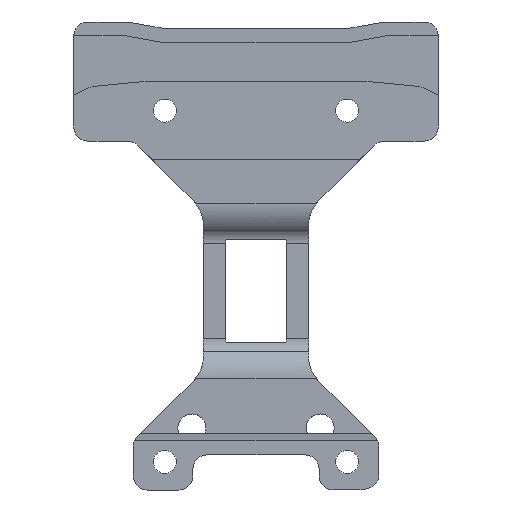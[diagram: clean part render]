
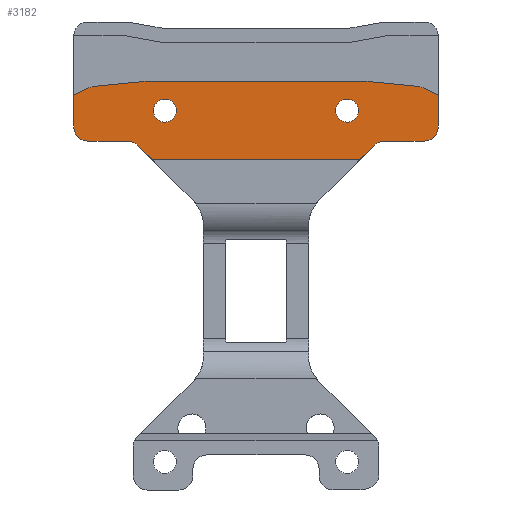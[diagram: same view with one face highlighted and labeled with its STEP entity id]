
A CAD part, front view. The second image highlights one B-rep face of the part: STEP entity #3182.
In plain terms, the highlighted planar face has unit normal (0, -1, 0).
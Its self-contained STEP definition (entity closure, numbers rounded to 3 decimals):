
#35=FACE_BOUND('',#580,.T.);
#36=FACE_BOUND('',#581,.T.);
#68=CIRCLE('',#3213,2.);
#70=CIRCLE('',#3217,5.);
#72=CIRCLE('',#3221,5.);
#74=CIRCLE('',#3225,2.);
#190=CIRCLE('',#3473,1.65);
#191=CIRCLE('',#3477,2.);
#192=CIRCLE('',#3480,2.);
#193=CIRCLE('',#3489,2.);
#194=CIRCLE('',#3490,2.);
#195=CIRCLE('',#3491,1.65);
#401=FACE_OUTER_BOUND('',#579,.T.);
#579=EDGE_LOOP('',(#2847,#2848,#2849,#2850,#2851,#2852,#2853,#2854,#2855,
#2856,#2857,#2858,#2859,#2860,#2861,#2862,#2863,#2864,#2865,#2866));
#580=EDGE_LOOP('',(#2867));
#581=EDGE_LOOP('',(#2868));
#607=LINE('',#4439,#916);
#612=LINE('',#4453,#921);
#616=LINE('',#4465,#925);
#620=LINE('',#4477,#929);
#624=LINE('',#4489,#933);
#868=LINE('',#6993,#1177);
#880=LINE('',#7022,#1189);
#883=LINE('',#7030,#1192);
#886=LINE('',#7038,#1195);
#888=LINE('',#7042,#1197);
#891=LINE('',#7052,#1200);
#892=LINE('',#7056,#1201);
#916=VECTOR('',#3531,10.);
#921=VECTOR('',#3544,10.);
#925=VECTOR('',#3556,10.);
#929=VECTOR('',#3568,10.);
#933=VECTOR('',#3580,10.);
#1177=VECTOR('',#4298,10.);
#1189=VECTOR('',#4332,10.);
#1192=VECTOR('',#4341,10.);
#1195=VECTOR('',#4350,10.);
#1197=VECTOR('',#4354,10.);
#1200=VECTOR('',#4369,10.);
#1201=VECTOR('',#4372,10.);
#1221=VERTEX_POINT('',#4437);
#1222=VERTEX_POINT('',#4438);
#1225=VERTEX_POINT('',#4446);
#1227=VERTEX_POINT('',#4452);
#1229=VERTEX_POINT('',#4458);
#1231=VERTEX_POINT('',#4464);
#1233=VERTEX_POINT('',#4470);
#1235=VERTEX_POINT('',#4476);
#1237=VERTEX_POINT('',#4482);
#1239=VERTEX_POINT('',#4488);
#1497=VERTEX_POINT('',#6992);
#1502=VERTEX_POINT('',#7014);
#1503=VERTEX_POINT('',#7020);
#1504=VERTEX_POINT('',#7024);
#1505=VERTEX_POINT('',#7028);
#1506=VERTEX_POINT('',#7032);
#1507=VERTEX_POINT('',#7036);
#1508=VERTEX_POINT('',#7040);
#1509=VERTEX_POINT('',#7051);
#1510=VERTEX_POINT('',#7053);
#1511=VERTEX_POINT('',#7055);
#1512=VERTEX_POINT('',#7058);
#1529=EDGE_CURVE('',#1221,#1222,#607,.T.);
#1533=EDGE_CURVE('',#1225,#1221,#68,.T.);
#1536=EDGE_CURVE('',#1227,#1225,#612,.T.);
#1539=EDGE_CURVE('',#1229,#1227,#70,.T.);
#1542=EDGE_CURVE('',#1231,#1229,#616,.T.);
#1545=EDGE_CURVE('',#1233,#1231,#72,.T.);
#1548=EDGE_CURVE('',#1235,#1233,#620,.T.);
#1551=EDGE_CURVE('',#1237,#1235,#74,.T.);
#1554=EDGE_CURVE('',#1239,#1237,#624,.T.);
#1943=EDGE_CURVE('',#1239,#1497,#868,.T.);
#1952=EDGE_CURVE('',#1502,#1502,#190,.T.);
#1956=EDGE_CURVE('',#1503,#1222,#880,.T.);
#1958=EDGE_CURVE('',#1504,#1503,#191,.T.);
#1960=EDGE_CURVE('',#1504,#1505,#883,.T.);
#1962=EDGE_CURVE('',#1506,#1505,#192,.T.);
#1964=EDGE_CURVE('',#1506,#1507,#886,.T.);
#1966=EDGE_CURVE('',#1508,#1507,#888,.T.);
#1969=EDGE_CURVE('',#1508,#1509,#891,.T.);
#1970=EDGE_CURVE('',#1510,#1509,#193,.T.);
#1971=EDGE_CURVE('',#1510,#1511,#892,.T.);
#1972=EDGE_CURVE('',#1497,#1511,#194,.T.);
#1973=EDGE_CURVE('',#1512,#1512,#195,.T.);
#2847=ORIENTED_EDGE('',*,*,#1529,.T.);
#2848=ORIENTED_EDGE('',*,*,#1956,.F.);
#2849=ORIENTED_EDGE('',*,*,#1958,.F.);
#2850=ORIENTED_EDGE('',*,*,#1960,.T.);
#2851=ORIENTED_EDGE('',*,*,#1962,.F.);
#2852=ORIENTED_EDGE('',*,*,#1964,.T.);
#2853=ORIENTED_EDGE('',*,*,#1966,.F.);
#2854=ORIENTED_EDGE('',*,*,#1969,.T.);
#2855=ORIENTED_EDGE('',*,*,#1970,.F.);
#2856=ORIENTED_EDGE('',*,*,#1971,.T.);
#2857=ORIENTED_EDGE('',*,*,#1972,.F.);
#2858=ORIENTED_EDGE('',*,*,#1943,.F.);
#2859=ORIENTED_EDGE('',*,*,#1554,.T.);
#2860=ORIENTED_EDGE('',*,*,#1551,.T.);
#2861=ORIENTED_EDGE('',*,*,#1548,.T.);
#2862=ORIENTED_EDGE('',*,*,#1545,.T.);
#2863=ORIENTED_EDGE('',*,*,#1542,.T.);
#2864=ORIENTED_EDGE('',*,*,#1539,.T.);
#2865=ORIENTED_EDGE('',*,*,#1536,.T.);
#2866=ORIENTED_EDGE('',*,*,#1533,.T.);
#2867=ORIENTED_EDGE('',*,*,#1973,.T.);
#2868=ORIENTED_EDGE('',*,*,#1952,.T.);
#3022=PLANE('',#3488);
#3182=ADVANCED_FACE('',(#401,#35,#36),#3022,.F.);
#3213=AXIS2_PLACEMENT_3D('',#4447,#3537,#3538);
#3217=AXIS2_PLACEMENT_3D('',#4459,#3549,#3550);
#3221=AXIS2_PLACEMENT_3D('',#4471,#3561,#3562);
#3225=AXIS2_PLACEMENT_3D('',#4483,#3573,#3574);
#3473=AXIS2_PLACEMENT_3D('',#7015,#4323,#4324);
#3477=AXIS2_PLACEMENT_3D('',#7026,#4336,#4337);
#3480=AXIS2_PLACEMENT_3D('',#7034,#4345,#4346);
#3488=AXIS2_PLACEMENT_3D('',#7050,#4367,#4368);
#3489=AXIS2_PLACEMENT_3D('',#7054,#4370,#4371);
#3490=AXIS2_PLACEMENT_3D('',#7057,#4373,#4374);
#3491=AXIS2_PLACEMENT_3D('',#7059,#4375,#4376);
#3531=DIRECTION('',(-0.895,0.,-0.447));
#3537=DIRECTION('center_axis',(0.,-1.,0.));
#3538=DIRECTION('ref_axis',(-0.097,0.,0.995));
#3544=DIRECTION('',(-0.995,0.,-0.097));
#3549=DIRECTION('center_axis',(0.,-1.,0.));
#3550=DIRECTION('ref_axis',(0.,0.,
1.));
#3556=DIRECTION('',(-1.,0.,0.));
#3561=DIRECTION('center_axis',(0.,-1.,0.));
#3562=DIRECTION('ref_axis',(0.097,0.,0.995));
#3568=DIRECTION('',(-0.995,0.,0.097));
#3573=DIRECTION('center_axis',(0.,-1.,0.));
#3574=DIRECTION('ref_axis',(0.447,0.,0.895));
#3580=DIRECTION('',(-0.895,0.,0.447));
#4298=DIRECTION('',(0.,0.,-1.));
#4323=DIRECTION('center_axis',(0.,1.,0.));
#4324=DIRECTION('ref_axis',(1.,0.,0.));
#4332=DIRECTION('',(0.,0.,1.));
#4336=DIRECTION('center_axis',(0.,1.,0.));
#4337=DIRECTION('ref_axis',(-0.707,0.,-0.707));
#4341=DIRECTION('',(1.,0.,0.));
#4345=DIRECTION('center_axis',(0.,-1.,0.));
#4346=DIRECTION('ref_axis',(0.383,0.,0.924));
#4350=DIRECTION('',(0.707,0.,-0.707));
#4354=DIRECTION('',(-1.,0.,0.));
#4367=DIRECTION('center_axis',(0.,1.,0.));
#4368=DIRECTION('ref_axis',(-1.,0.,0.));
#4369=DIRECTION('',(0.707,0.,0.707));
#4370=DIRECTION('center_axis',(0.,-1.,0.));
#4371=DIRECTION('ref_axis',(-0.383,0.,0.924));
#4372=DIRECTION('',(1.,0.,0.));
#4373=DIRECTION('center_axis',(0.,1.,0.));
#4374=DIRECTION('ref_axis',(0.707,0.,-0.707));
#4375=DIRECTION('center_axis',(0.,1.,0.));
#4376=DIRECTION('ref_axis',(1.,0.,0.));
#4437=CARTESIAN_POINT('',(-6.343,0.,57.392));
#4438=CARTESIAN_POINT('',(-8.5,0.,56.315));
#4439=CARTESIAN_POINT('',(3.008,0.,62.063));
#4446=CARTESIAN_POINT('',(-5.643,0.,57.594));
#4447=CARTESIAN_POINT('Origin',(-5.449,0.,
55.603));
#4452=CARTESIAN_POINT('',(1.508,0.,58.291));
#4453=CARTESIAN_POINT('',(9.339,0.,59.055));
#4458=CARTESIAN_POINT('',(1.993,0.,58.315));
#4459=CARTESIAN_POINT('Origin',(1.993,0.,
53.315));
#4464=CARTESIAN_POINT('',(33.007,0.,58.315));
#4465=CARTESIAN_POINT('',(25.253,0.,58.315));
#4470=CARTESIAN_POINT('',(33.492,0.,58.291));
#4471=CARTESIAN_POINT('Origin',(33.007,0.,
53.315));
#4476=CARTESIAN_POINT('',(40.643,0.,57.594));
#4477=CARTESIAN_POINT('',(29.236,0.,58.707));
#4482=CARTESIAN_POINT('',(41.343,0.,57.392));
#4483=CARTESIAN_POINT('Origin',(40.449,0.,
55.603));
#4488=CARTESIAN_POINT('',(43.5,0.,56.315));
#4489=CARTESIAN_POINT('',(33.07,0.,61.524));
#6992=CARTESIAN_POINT('',(43.5,0.,51.8));
#6993=CARTESIAN_POINT('',(43.5,0.,64.785));
#7014=CARTESIAN_POINT('',(2.85,0.,54.139));
#7015=CARTESIAN_POINT('Origin',(4.5,0.,
54.139));
#7020=CARTESIAN_POINT('',(-8.5,0.,51.8));
#7022=CARTESIAN_POINT('',(-8.5,0.,47.928));
#7024=CARTESIAN_POINT('',(-6.5,0.,49.8));
#7026=CARTESIAN_POINT('Origin',(-6.5,0.,
51.8));
#7028=CARTESIAN_POINT('',(-0.828,0.,49.8));
#7030=CARTESIAN_POINT('',(6.75,0.,49.8));
#7032=CARTESIAN_POINT('',(0.586,0.,49.214));
#7034=CARTESIAN_POINT('Origin',(-0.828,0.,
47.8));
#7036=CARTESIAN_POINT('',(2.7,0.,47.1));
#7038=CARTESIAN_POINT('',(6.982,0.,42.818));
#7040=CARTESIAN_POINT('',(32.3,0.,47.1));
#7042=CARTESIAN_POINT('',(43.32,0.,47.1));
#7050=CARTESIAN_POINT('Origin',(17.5,0.,56.442));
#7051=CARTESIAN_POINT('',(34.414,0.,49.214));
#7052=CARTESIAN_POINT('',(32.286,0.,47.086));
#7053=CARTESIAN_POINT('',(35.828,0.,49.8));
#7054=CARTESIAN_POINT('Origin',(35.828,0.,
47.8));
#7055=CARTESIAN_POINT('',(41.5,0.,49.8));
#7056=CARTESIAN_POINT('',(28.25,0.,49.8));
#7057=CARTESIAN_POINT('Origin',(41.5,0.,
51.8));
#7058=CARTESIAN_POINT('',(28.85,0.,54.139));
#7059=CARTESIAN_POINT('Origin',(30.5,0.,
54.139));
